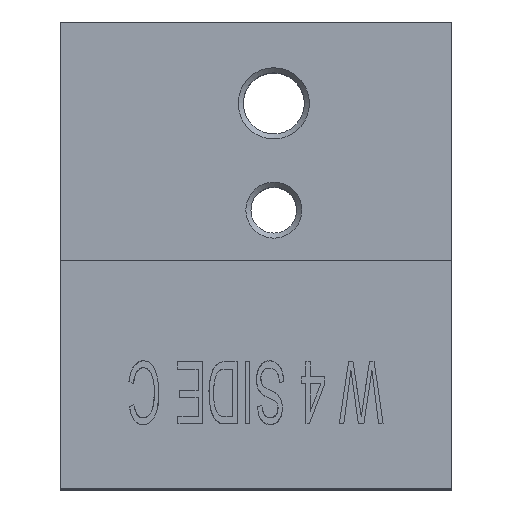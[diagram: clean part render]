
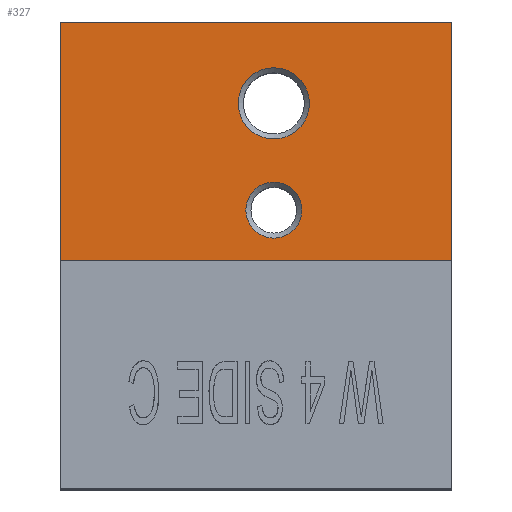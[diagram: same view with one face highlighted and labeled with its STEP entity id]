
A CAD part, top view. The second image highlights one B-rep face of the part: STEP entity #327.
In plain terms, the highlighted planar face has unit normal (0, 0, 1).
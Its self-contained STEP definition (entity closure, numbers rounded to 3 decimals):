
#291=CIRCLE('',#3841,3.5);
#292=CIRCLE('',#3842,2.75);
#327=ADVANCED_FACE('',(#1136,#1137,#1138),#551,.T.);
#551=PLANE('',#3843);
#720=LINE('',#5681,#906);
#729=LINE('',#5724,#915);
#730=LINE('',#5726,#916);
#731=LINE('',#5728,#917);
#906=VECTOR('',#4079,1.);
#915=VECTOR('',#4098,1.);
#916=VECTOR('',#4099,1.);
#917=VECTOR('',#4100,1.);
#1136=FACE_BOUND('',#1244,.T.);
#1137=FACE_BOUND('',#1245,.T.);
#1138=FACE_BOUND('',#1246,.T.);
#1244=EDGE_LOOP('',(#1667));
#1245=EDGE_LOOP('',(#1668));
#1246=EDGE_LOOP('',(#1669,#1670,#1671,#1672));
#1667=ORIENTED_EDGE('',*,*,#3114,.T.);
#1668=ORIENTED_EDGE('',*,*,#3115,.T.);
#1669=ORIENTED_EDGE('',*,*,#3116,.F.);
#1670=ORIENTED_EDGE('',*,*,#3100,.F.);
#1671=ORIENTED_EDGE('',*,*,#3117,.F.);
#1672=ORIENTED_EDGE('',*,*,#3118,.F.);
#2725=VERTEX_POINT('',#5680);
#2726=VERTEX_POINT('',#5682);
#2737=VERTEX_POINT('',#5721);
#2738=VERTEX_POINT('',#5723);
#2739=VERTEX_POINT('',#5725);
#2740=VERTEX_POINT('',#5727);
#3100=EDGE_CURVE('',#2725,#2726,#720,.T.);
#3114=EDGE_CURVE('',#2737,#2737,#291,.T.);
#3115=EDGE_CURVE('',#2738,#2738,#292,.T.);
#3116=EDGE_CURVE('',#2726,#2739,#729,.T.);
#3117=EDGE_CURVE('',#2740,#2725,#730,.T.);
#3118=EDGE_CURVE('',#2739,#2740,#731,.T.);
#3841=AXIS2_PLACEMENT_3D('',#5720,#4094,#4095);
#3842=AXIS2_PLACEMENT_3D('',#5722,#4096,#4097);
#3843=AXIS2_PLACEMENT_3D('',#5729,#4101,#4102);
#4079=DIRECTION('',(0.,-1.,0.));
#4094=DIRECTION('',(0.,0.,-1.));
#4095=DIRECTION('',(1.,0.,0.));
#4096=DIRECTION('',(0.,0.,-1.));
#4097=DIRECTION('',(1.,0.,0.));
#4098=DIRECTION('',(-1.,0.,0.));
#4099=DIRECTION('',(1.,0.,0.));
#4100=DIRECTION('',(0.,1.,0.));
#4101=DIRECTION('',(0.,0.,1.));
#4102=DIRECTION('',(1.,0.,0.));
#5680=CARTESIAN_POINT('',(35.,37.,20.));
#5681=CARTESIAN_POINT('',(35.,18.5,20.));
#5682=CARTESIAN_POINT('',(35.,13.5,20.));
#5720=CARTESIAN_POINT('',(17.5,29.,20.));
#5721=CARTESIAN_POINT('',(21.,29.,20.));
#5722=CARTESIAN_POINT('',(17.5,18.5,20.));
#5723=CARTESIAN_POINT('',(20.25,18.5,20.));
#5724=CARTESIAN_POINT('',(35.,13.5,20.));
#5725=CARTESIAN_POINT('',(-3.5,13.5,20.));
#5726=CARTESIAN_POINT('',(17.5,37.,20.));
#5727=CARTESIAN_POINT('',(-3.5,37.,20.));
#5728=CARTESIAN_POINT('',(-3.5,18.5,20.));
#5729=CARTESIAN_POINT('',(17.5,18.5,20.));
